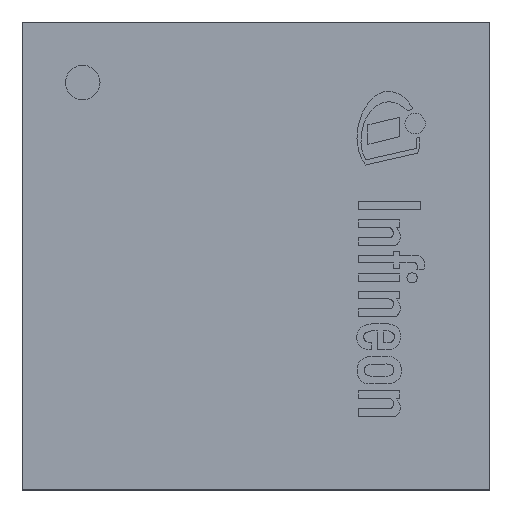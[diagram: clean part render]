
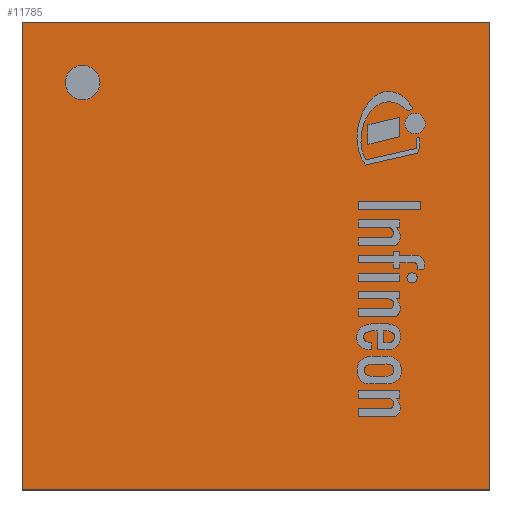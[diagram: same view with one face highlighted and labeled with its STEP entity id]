
A CAD part, top view. The second image highlights one B-rep face of the part: STEP entity #11785.
In plain terms, the highlighted planar face has unit normal (0, 0, 1).
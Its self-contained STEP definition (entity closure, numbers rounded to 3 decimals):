
#1357=LINE('',#20517,#1622);
#1360=LINE('',#20523,#1625);
#1363=LINE('',#20529,#1628);
#1366=LINE('',#20533,#1631);
#1622=VECTOR('',#15826,1.);
#1625=VECTOR('',#15831,1.);
#1628=VECTOR('',#15836,1.);
#1631=VECTOR('',#15841,1.);
#1891=PLANE('',#13609);
#2419=FACE_BOUND('',#4240,.T.);
#2850=FACE_OUTER_BOUND('',#4239,.T.);
#4239=EDGE_LOOP('',(#9094,#9095,#9096,#9097));
#4240=EDGE_LOOP('',(#9098));
#6044=CIRCLE('',#13601,1.);
#6886=VERTEX_POINT('',#20505);
#6890=VERTEX_POINT('',#20514);
#6891=VERTEX_POINT('',#20516);
#6893=VERTEX_POINT('',#20522);
#6895=VERTEX_POINT('',#20528);
#7928=EDGE_CURVE('',#6886,#6886,#6044,.T.);
#7932=EDGE_CURVE('',#6891,#6890,#1357,.T.);
#7935=EDGE_CURVE('',#6893,#6891,#1360,.T.);
#7938=EDGE_CURVE('',#6895,#6893,#1363,.T.);
#7941=EDGE_CURVE('',#6890,#6895,#1366,.T.);
#9094=ORIENTED_EDGE('',*,*,#7941,.T.);
#9095=ORIENTED_EDGE('',*,*,#7938,.T.);
#9096=ORIENTED_EDGE('',*,*,#7935,.T.);
#9097=ORIENTED_EDGE('',*,*,#7932,.T.);
#9098=ORIENTED_EDGE('',*,*,#7928,.T.);
#11785=ADVANCED_FACE('',(#2850,#2419),#1891,.T.);
#13601=AXIS2_PLACEMENT_3D('',#20506,#15816,#15817);
#13609=AXIS2_PLACEMENT_3D('',#20535,#15844,#15845);
#15816=DIRECTION('center_axis',(0.,0.,-1.));
#15817=DIRECTION('ref_axis',(-1.,0.,0.));
#15826=DIRECTION('',(0.,1.,0.));
#15831=DIRECTION('',(1.,0.,0.));
#15836=DIRECTION('',(0.,-1.,0.));
#15841=DIRECTION('',(-1.,0.,0.));
#15844=DIRECTION('center_axis',(0.,0.,1.));
#15845=DIRECTION('ref_axis',(1.,0.,0.));
#20505=CARTESIAN_POINT('',(-9.,10.,2.15));
#20506=CARTESIAN_POINT('Origin',(-10.,10.,2.15));
#20514=CARTESIAN_POINT('',(13.5,13.5,2.15));
#20516=CARTESIAN_POINT('',(13.5,-13.5,2.15));
#20517=CARTESIAN_POINT('',(13.5,13.5,2.15));
#20522=CARTESIAN_POINT('',(-13.5,-13.5,2.15));
#20523=CARTESIAN_POINT('',(13.5,-13.5,2.15));
#20528=CARTESIAN_POINT('',(-13.5,13.5,2.15));
#20529=CARTESIAN_POINT('',(-13.5,-13.5,2.15));
#20533=CARTESIAN_POINT('',(-13.5,13.5,2.15));
#20535=CARTESIAN_POINT('Origin',(0.,0.,2.15));
